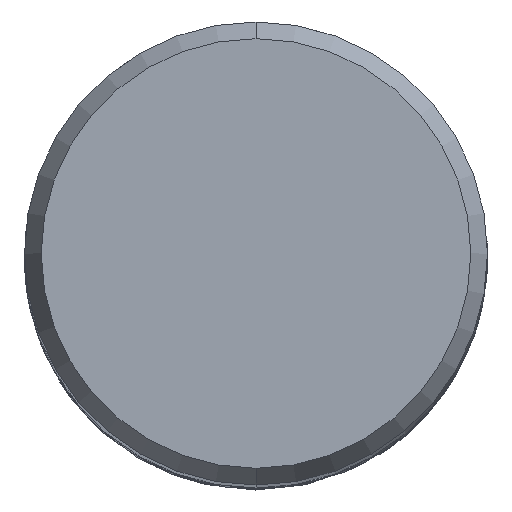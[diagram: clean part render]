
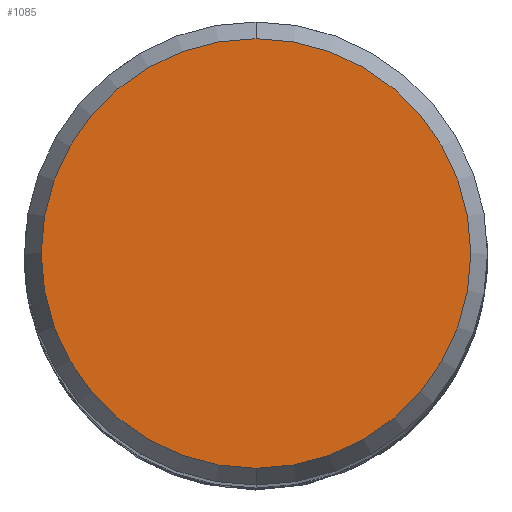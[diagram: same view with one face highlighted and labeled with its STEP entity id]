
A CAD part, top view. The second image highlights one B-rep face of the part: STEP entity #1085.
In plain terms, the highlighted planar face has unit normal (0, 0, 1).
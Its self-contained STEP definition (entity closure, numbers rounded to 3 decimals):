
#729=VERTEX_POINT('',#1769);
#791=VERTEX_POINT('',#1837);
#1085=ADVANCED_FACE('',(#2166),#2167,.T.);
#1257=EDGE_CURVE('',#729,#791,#2350,.T.);
#1479=EDGE_CURVE('',#791,#729,#2587,.T.);
#1769=CARTESIAN_POINT('',(0.0,7.423,0.0));
#1837=CARTESIAN_POINT('',(0.,-7.423,0.0));
#2166=FACE_OUTER_BOUND('',#12653,.T.);
#2167=PLANE('',#12654);
#2350=CIRCLE('',#14889,7.423);
#2587=CIRCLE('',#18069,7.423);
#12653=EDGE_LOOP('',(#20413,#20414));
#12654=AXIS2_PLACEMENT_3D('',#20415,#20416,#20417);
#14889=AXIS2_PLACEMENT_3D('',#20549,#20550,#20551);
#18069=AXIS2_PLACEMENT_3D('',#20767,#20768,#20769);
#20413=ORIENTED_EDGE('',*,*,#1257,.F.);
#20414=ORIENTED_EDGE('',*,*,#1479,.F.);
#20415=CARTESIAN_POINT('',(0.0,3.711,0.0));
#20416=DIRECTION('',(-0.0,0.0,1.0));
#20417=DIRECTION('',(0.0,-1.0,0.0));
#20549=CARTESIAN_POINT('',(0.0,0.0,0.0));
#20550=DIRECTION('',(0.0,0.0,-1.0));
#20551=DIRECTION('',(0.0,1.0,0.0));
#20767=CARTESIAN_POINT('',(0.0,0.0,0.0));
#20768=DIRECTION('',(0.0,0.0,-1.0));
#20769=DIRECTION('',(0.0,1.0,0.0));
